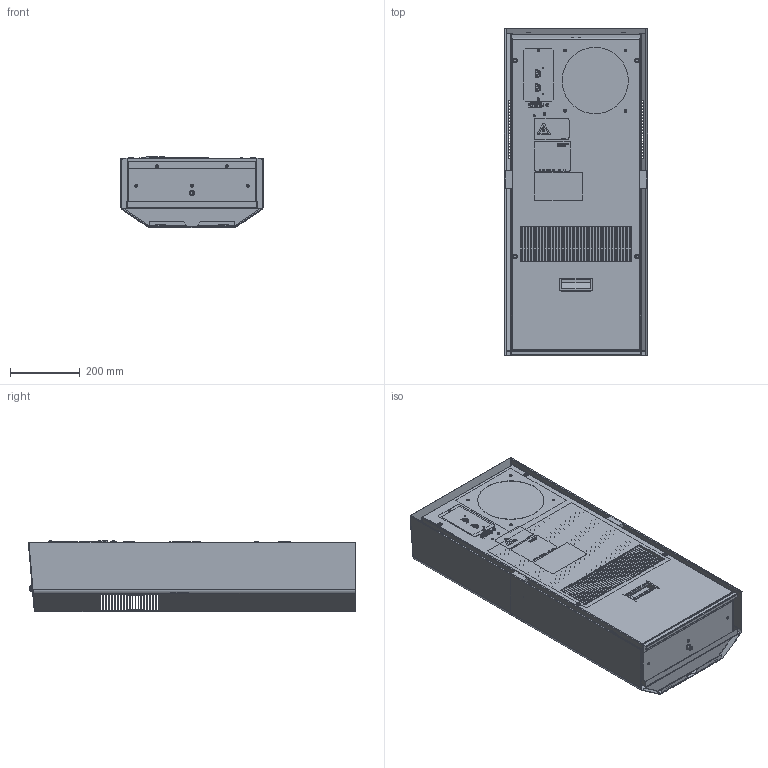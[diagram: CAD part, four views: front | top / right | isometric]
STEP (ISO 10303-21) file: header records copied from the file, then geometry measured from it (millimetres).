
FILE_DESCRIPTION (( 'STEP AP203' ), '1' );
FILE_NAME ('30297-101_PAS.STEP', '2012-11-23T03:36:13', ( 'pfannenberg' ), ( 'Microsoft' ), 'SwSTEP 2.0', 'SolidWorks 2011', '' );
FILE_SCHEMA (( 'CONFIG_CONTROL_DESIGN' ));
Length unit declared in the file: millimetre
Products named in the file (1): 30297-101_PAS
Bounding box: 410 x 938.81 x 204.15 mm (x, y, z)
Surface area: 9989022.9 mm2 (no closed solid volume)
Topology: 0 solids, 132 shells, 1134 faces, 7866 edges, 6542 vertices
Faces by surface type: plane 746, cylinder 297, bspline 40, sphere 32, torus 14, cone 5
Entity records: 86760 total; most frequent: CARTESIAN_POINT 29931, DIRECTION 10418, ORIENTED_EDGE 10203, EDGE_CURVE 7866, VERTEX_POINT 6542, VECTOR 5350, LINE 5350, AXIS2_PLACEMENT_3D 2534
